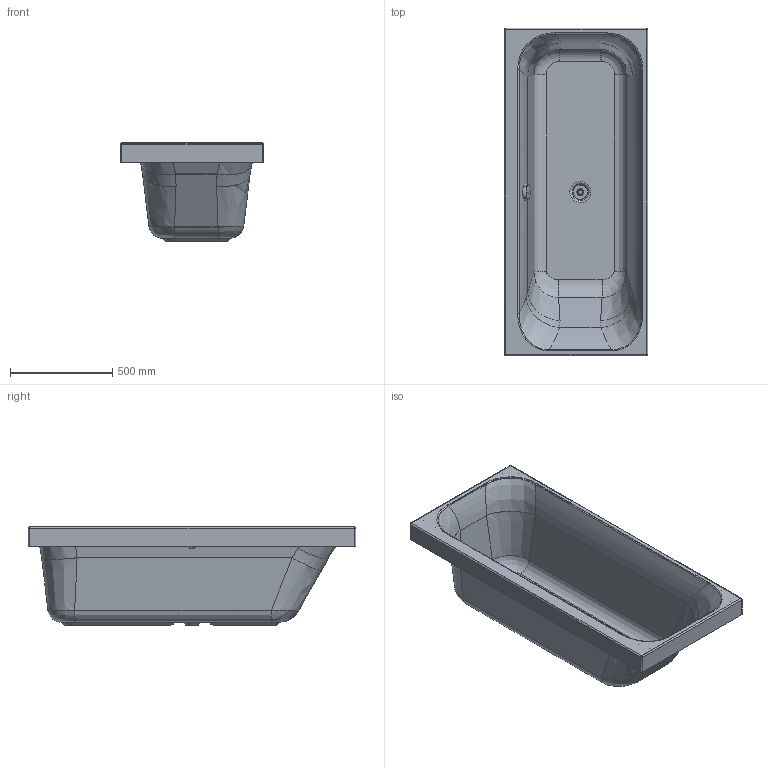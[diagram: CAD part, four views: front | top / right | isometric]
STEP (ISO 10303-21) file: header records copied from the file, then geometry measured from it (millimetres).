
FILE_DESCRIPTION((''),'2;1');
FILE_NAME('700309.stp','2013-06-03T18:43:59',('Administrator'),(''),'Autodesk Inventor 2011','Autodesk Inventor 2011','');
FILE_SCHEMA(('CONFIG_CONTROL_DESIGN'));
Length unit declared in the file: millimetre
Products named in the file (4): 700309; Stopfen; Verschluss_Ueberlauf
Assembly tree (3 placements, depth 2):
  700309
    700309
    Stopfen
    Verschluss_Ueberlauf
Bounding box: 700.21 x 1600.09 x 480 mm (x, y, z)
Volume: 19984423.1 mm3; surface area: 6480896.7 mm2
Topology: 6 solids, 6 shells, 323 faces, 818 edges, 491 vertices
Faces by surface type: plane 135, cylinder 89, bspline 70, sphere 11, cone 11, torus 7
Full cylindrical faces by diameter (mm): 9.2 x1, 13 x1, 14.5 x1, 24 x1, 29.2 x1, 32 x2, 52 x1, 72 x1
Entity records: 21509 total; most frequent: CARTESIAN_POINT 13851, ORIENTED_EDGE 1554, DIRECTION 1381, EDGE_CURVE 777, AXIS2_PLACEMENT_3D 510, VERTEX_POINT 477, VECTOR 361, LINE 361
